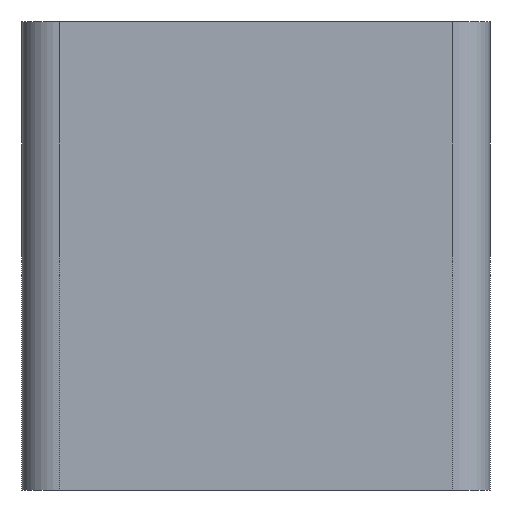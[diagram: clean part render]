
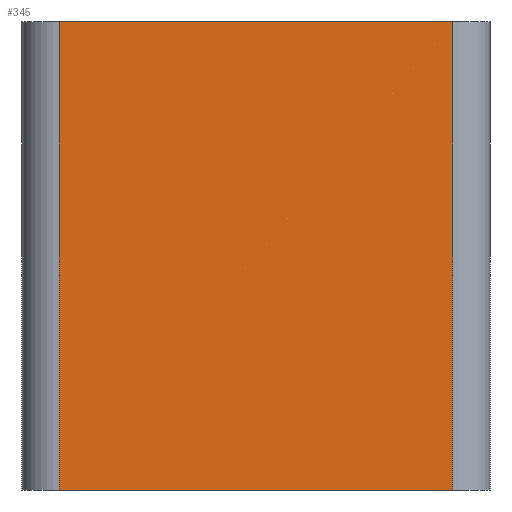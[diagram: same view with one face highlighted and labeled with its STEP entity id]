
A CAD part, front view. The second image highlights one B-rep face of the part: STEP entity #345.
In plain terms, the highlighted planar face has unit normal (0, -1, 0).
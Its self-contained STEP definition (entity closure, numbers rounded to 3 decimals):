
#25=PLANE('',#399);
#43=FACE_OUTER_BOUND('',#62,.T.);
#62=EDGE_LOOP('',(#301,#302,#303,#304));
#66=LINE('',#512,#98);
#70=LINE('',#521,#102);
#77=LINE('',#549,#109);
#96=LINE('',#600,#128);
#98=VECTOR('',#410,10.);
#102=VECTOR('',#418,10.);
#109=VECTOR('',#441,10.);
#128=VECTOR('',#500,10.);
#145=VERTEX_POINT('',#505);
#148=VERTEX_POINT('',#510);
#151=VERTEX_POINT('',#520);
#164=VERTEX_POINT('',#548);
#180=EDGE_CURVE('',#148,#145,#66,.T.);
#184=EDGE_CURVE('',#145,#151,#70,.T.);
#198=EDGE_CURVE('',#151,#164,#77,.T.);
#224=EDGE_CURVE('',#148,#164,#96,.T.);
#301=ORIENTED_EDGE('',*,*,#180,.F.);
#302=ORIENTED_EDGE('',*,*,#224,.T.);
#303=ORIENTED_EDGE('',*,*,#198,.F.);
#304=ORIENTED_EDGE('',*,*,#184,.F.);
#345=ADVANCED_FACE('',(#43),#25,.T.);
#399=AXIS2_PLACEMENT_3D('',#599,#498,#499);
#410=DIRECTION('',(0.,0.,1.));
#418=DIRECTION('',(1.,0.,0.));
#441=DIRECTION('',(0.,0.,-1.));
#498=DIRECTION('center_axis',(0.,-1.,0.));
#499=DIRECTION('ref_axis',(1.,0.,0.));
#500=DIRECTION('',(1.,0.,0.));
#505=CARTESIAN_POINT('',(-42.,-60.,100.));
#510=CARTESIAN_POINT('',(-42.,-60.,0.));
#512=CARTESIAN_POINT('',(-42.,-60.,0.));
#520=CARTESIAN_POINT('',(42.,-60.,100.));
#521=CARTESIAN_POINT('',(-50.,-60.,100.));
#548=CARTESIAN_POINT('',(42.,-60.,0.));
#549=CARTESIAN_POINT('',(42.,-60.,0.));
#599=CARTESIAN_POINT('Origin',(-50.,-60.,0.));
#600=CARTESIAN_POINT('',(-50.,-60.,0.));
